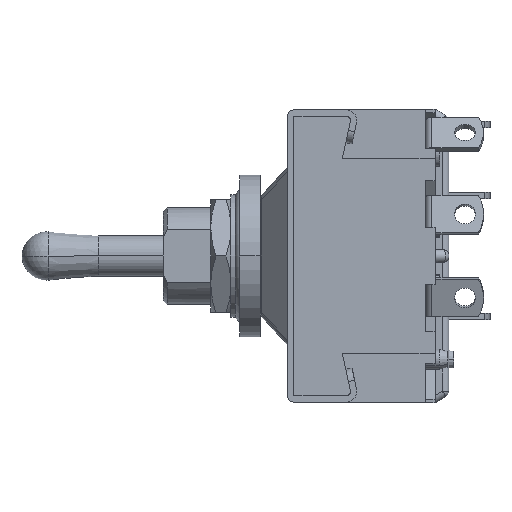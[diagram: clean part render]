
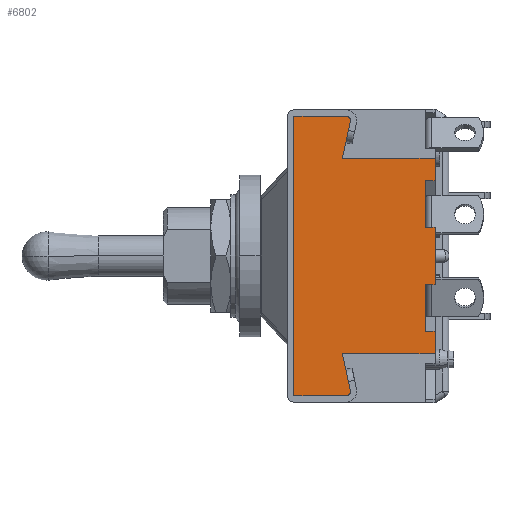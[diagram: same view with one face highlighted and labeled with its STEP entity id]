
A CAD part, left-side view. The second image highlights one B-rep face of the part: STEP entity #6802.
In plain terms, the highlighted planar face has unit normal (-1, 0, 0).
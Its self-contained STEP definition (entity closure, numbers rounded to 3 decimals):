
#11 = CARTESIAN_POINT ( 'NONE',  ( -16.5, -17.5, -3.568 ) ) ;
#39 = EDGE_CURVE ( 'NONE', #2231, #1897, #5358, .T. ) ;
#64 = CARTESIAN_POINT ( 'NONE',  ( -16.5, -6.989, 16.695 ) ) ;
#110 = EDGE_CURVE ( 'NONE', #7475, #8005, #8527, .T. ) ;
#219 = CARTESIAN_POINT ( 'NONE',  ( -16.5, 0., -17.3 ) ) ;
#322 = VECTOR ( 'NONE', #9439, 1000. ) ;
#355 = ORIENTED_EDGE ( 'NONE', *, *, #8868, .T. ) ;
#380 = EDGE_CURVE ( 'NONE', #1045, #6649, #5203, .T. ) ;
#391 = VERTEX_POINT ( 'NONE', #6909 ) ;
#435 = CARTESIAN_POINT ( 'NONE',  ( -16.5, -17.5, 12.1 ) ) ;
#477 = DIRECTION ( 'NONE',  ( 0., -1., 0. ) ) ;
#497 = EDGE_CURVE ( 'NONE', #709, #901, #6425, .T. ) ;
#528 = CARTESIAN_POINT ( 'NONE',  ( -16.5, -6.5, -16.8 ) ) ;
#545 = ORIENTED_EDGE ( 'NONE', *, *, #11927, .F. ) ;
#546 = VERTEX_POINT ( 'NONE', #435 ) ;
#567 = VERTEX_POINT ( 'NONE', #11887 ) ;
#587 = VECTOR ( 'NONE', #3347, 1000. ) ;
#709 = VERTEX_POINT ( 'NONE', #9359 ) ;
#771 = VECTOR ( 'NONE', #477, 1000. ) ;
#791 = CARTESIAN_POINT ( 'NONE',  ( -16.5, -17.5, 3.568 ) ) ;
#901 = VERTEX_POINT ( 'NONE', #11 ) ;
#935 = CARTESIAN_POINT ( 'NONE',  ( -16.5, -6.989, -16.695 ) ) ;
#1045 = VERTEX_POINT ( 'NONE', #4017 ) ;
#1310 = EDGE_CURVE ( 'NONE', #391, #11750, #4147, .T. ) ;
#1317 = DIRECTION ( 'NONE',  ( 0., -1., 0. ) ) ;
#1365 = VECTOR ( 'NONE', #1317, 1000. ) ;
#1413 = EDGE_CURVE ( 'NONE', #1897, #8005, #7603, .T. ) ;
#1428 = ORIENTED_EDGE ( 'NONE', *, *, #8865, .T. ) ;
#1569 = CARTESIAN_POINT ( 'NONE',  ( -16.5, -6.989, 16.695 ) ) ;
#1897 = VERTEX_POINT ( 'NONE', #5466 ) ;
#1977 = VECTOR ( 'NONE', #6957, 1000. ) ;
#2221 = CARTESIAN_POINT ( 'NONE',  ( -16.5, 0., 0. ) ) ;
#2231 = VERTEX_POINT ( 'NONE', #5089 ) ;
#2319 = CARTESIAN_POINT ( 'NONE',  ( -16.5, -6., 12.1 ) ) ;
#2385 = CARTESIAN_POINT ( 'NONE',  ( -16.5, -16.3, -9.325 ) ) ;
#2766 = LINE ( 'NONE', #2319, #3817 ) ;
#2810 = AXIS2_PLACEMENT_3D ( 'NONE', #528, #6155, #7128 ) ;
#2905 = EDGE_CURVE ( 'NONE', #6649, #11034, #4382, .T. ) ;
#2994 = CIRCLE ( 'NONE', #2810, 0.5 ) ;
#3022 = CARTESIAN_POINT ( 'NONE',  ( -16.5, -16.3, 3.568 ) ) ;
#3108 = ORIENTED_EDGE ( 'NONE', *, *, #497, .F. ) ;
#3114 = CARTESIAN_POINT ( 'NONE',  ( -16.5, -17.5, 0. ) ) ;
#3120 = DIRECTION ( 'NONE',  ( -1., 0., 0. ) ) ;
#3286 = DIRECTION ( 'NONE',  ( 0., 0., 1. ) ) ;
#3292 = VECTOR ( 'NONE', #3286, 1000. ) ;
#3294 = DIRECTION ( 'NONE',  ( 0., 0., -1. ) ) ;
#3347 = DIRECTION ( 'NONE',  ( 0., -1., 0. ) ) ;
#3595 = LINE ( 'NONE', #1569, #8550 ) ;
#3607 = CARTESIAN_POINT ( 'NONE',  ( -16.5, -16.3, 3.568 ) ) ;
#3817 = VECTOR ( 'NONE', #10896, 1000. ) ;
#3905 = VECTOR ( 'NONE', #9150, 1000. ) ;
#3922 = ORIENTED_EDGE ( 'NONE', *, *, #4007, .T. ) ;
#3954 = FACE_OUTER_BOUND ( 'NONE', #7211, .T. ) ;
#4007 = EDGE_CURVE ( 'NONE', #4603, #6385, #7187, .T. ) ;
#4017 = CARTESIAN_POINT ( 'NONE',  ( -16.5, 0., 17.3 ) ) ;
#4147 = LINE ( 'NONE', #7163, #12354 ) ;
#4171 = CARTESIAN_POINT ( 'NONE',  ( -16.5, 0., -17.3 ) ) ;
#4382 = CIRCLE ( 'NONE', #9547, 0.5 ) ;
#4567 = EDGE_CURVE ( 'NONE', #4603, #1045, #4769, .T. ) ;
#4575 = ORIENTED_EDGE ( 'NONE', *, *, #39, .T. ) ;
#4603 = VERTEX_POINT ( 'NONE', #219 ) ;
#4739 = VECTOR ( 'NONE', #7445, 1000. ) ;
#4769 = LINE ( 'NONE', #2221, #11227 ) ;
#5089 = CARTESIAN_POINT ( 'NONE',  ( -16.5, -6.989, -16.695 ) ) ;
#5203 = LINE ( 'NONE', #8903, #1365 ) ;
#5232 = DIRECTION ( 'NONE',  ( 0., 0., -1. ) ) ;
#5308 = ORIENTED_EDGE ( 'NONE', *, *, #7981, .F. ) ;
#5358 = LINE ( 'NONE', #935, #7483 ) ;
#5466 = CARTESIAN_POINT ( 'NONE',  ( -16.5, -6., -12.1 ) ) ;
#5953 = DIRECTION ( 'NONE',  ( 0., 0., 1. ) ) ;
#6131 = CARTESIAN_POINT ( 'NONE',  ( -16.5, -17.5, -9.325 ) ) ;
#6132 = CARTESIAN_POINT ( 'NONE',  ( -16.5, -17.5, 0. ) ) ;
#6155 = DIRECTION ( 'NONE',  ( -1., 0., 0. ) ) ;
#6385 = VERTEX_POINT ( 'NONE', #11244 ) ;
#6425 = LINE ( 'NONE', #8872, #10921 ) ;
#6596 = LINE ( 'NONE', #3114, #1977 ) ;
#6649 = VERTEX_POINT ( 'NONE', #11545 ) ;
#6791 = PLANE ( 'NONE',  #10215 ) ;
#6802 = ADVANCED_FACE ( 'NONE', ( #3954 ), #6791, .T. ) ;
#6868 = EDGE_CURVE ( 'NONE', #567, #546, #2766, .T. ) ;
#6883 = CARTESIAN_POINT ( 'NONE',  ( -16.5, -16.3, -9.325 ) ) ;
#6909 = CARTESIAN_POINT ( 'NONE',  ( -16.5, -16.3, 9.325 ) ) ;
#6957 = DIRECTION ( 'NONE',  ( 0., 0., -1. ) ) ;
#7002 = CARTESIAN_POINT ( 'NONE',  ( -16.5, -17.5, -12.1 ) ) ;
#7128 = DIRECTION ( 'NONE',  ( 0., 0., -1. ) ) ;
#7163 = CARTESIAN_POINT ( 'NONE',  ( -16.5, -16.3, 9.325 ) ) ;
#7184 = LINE ( 'NONE', #8052, #3292 ) ;
#7187 = LINE ( 'NONE', #4171, #771 ) ;
#7211 = EDGE_LOOP ( 'NONE', ( #11662, #9526, #9344, #3108, #5308, #9543, #1428, #12180, #545, #12247, #7676, #11529, #10853, #11648, #3922, #355, #4575, #10842, #11179 ) ) ;
#7335 = DIRECTION ( 'NONE',  ( 0., 0.21, -0.978 ) ) ;
#7445 = DIRECTION ( 'NONE',  ( 0., -1., 0. ) ) ;
#7475 = VERTEX_POINT ( 'NONE', #6131 ) ;
#7483 = VECTOR ( 'NONE', #7606, 1000. ) ;
#7603 = LINE ( 'NONE', #9255, #4739 ) ;
#7606 = DIRECTION ( 'NONE',  ( 0., 0.21, 0.978 ) ) ;
#7676 = ORIENTED_EDGE ( 'NONE', *, *, #8235, .F. ) ;
#7691 = EDGE_CURVE ( 'NONE', #11128, #7475, #12162, .T. ) ;
#7711 = LINE ( 'NONE', #2385, #10547 ) ;
#7853 = DIRECTION ( 'NONE',  ( 0., 0., 1. ) ) ;
#7981 = EDGE_CURVE ( 'NONE', #10977, #709, #6596, .T. ) ;
#8005 = VERTEX_POINT ( 'NONE', #7002 ) ;
#8052 = CARTESIAN_POINT ( 'NONE',  ( -16.5, -16.3, 9.325 ) ) ;
#8235 = EDGE_CURVE ( 'NONE', #11034, #567, #3595, .T. ) ;
#8425 = CARTESIAN_POINT ( 'NONE',  ( -16.5, -17.5, 0. ) ) ;
#8473 = LINE ( 'NONE', #6132, #10861 ) ;
#8527 = LINE ( 'NONE', #8425, #322 ) ;
#8539 = CARTESIAN_POINT ( 'NONE',  ( -16.5, -16.3, -3.568 ) ) ;
#8550 = VECTOR ( 'NONE', #7335, 1000. ) ;
#8653 = LINE ( 'NONE', #3022, #11199 ) ;
#8693 = DIRECTION ( 'NONE',  ( 1., 0., 0. ) ) ;
#8809 = DIRECTION ( 'NONE',  ( 0., -1., 0. ) ) ;
#8865 = EDGE_CURVE ( 'NONE', #12243, #391, #7184, .T. ) ;
#8868 = EDGE_CURVE ( 'NONE', #6385, #2231, #2994, .T. ) ;
#8872 = CARTESIAN_POINT ( 'NONE',  ( -16.5, -17.5, 0. ) ) ;
#8903 = CARTESIAN_POINT ( 'NONE',  ( -16.5, 0., 17.3 ) ) ;
#9025 = CARTESIAN_POINT ( 'NONE',  ( -16.5, -16.3, -3.568 ) ) ;
#9150 = DIRECTION ( 'NONE',  ( 0., -1., 0. ) ) ;
#9255 = CARTESIAN_POINT ( 'NONE',  ( -16.5, -6., -12.1 ) ) ;
#9344 = ORIENTED_EDGE ( 'NONE', *, *, #10697, .T. ) ;
#9359 = CARTESIAN_POINT ( 'NONE',  ( -16.5, -17.5, 0. ) ) ;
#9439 = DIRECTION ( 'NONE',  ( 0., 0., -1. ) ) ;
#9523 = DIRECTION ( 'NONE',  ( 0., 0., 1. ) ) ;
#9526 = ORIENTED_EDGE ( 'NONE', *, *, #11873, .F. ) ;
#9543 = ORIENTED_EDGE ( 'NONE', *, *, #11100, .F. ) ;
#9547 = AXIS2_PLACEMENT_3D ( 'NONE', #11447, #8693, #9523 ) ;
#9767 = CARTESIAN_POINT ( 'NONE',  ( -16.5, -6.5, 16.8 ) ) ;
#9832 = DIRECTION ( 'NONE',  ( 0., 0., -1. ) ) ;
#9842 = VERTEX_POINT ( 'NONE', #8539 ) ;
#10215 = AXIS2_PLACEMENT_3D ( 'NONE', #9767, #3120, #5953 ) ;
#10547 = VECTOR ( 'NONE', #3294, 1000. ) ;
#10697 = EDGE_CURVE ( 'NONE', #9842, #901, #11807, .T. ) ;
#10738 = CARTESIAN_POINT ( 'NONE',  ( -16.5, -17.5, 9.325 ) ) ;
#10842 = ORIENTED_EDGE ( 'NONE', *, *, #1413, .T. ) ;
#10853 = ORIENTED_EDGE ( 'NONE', *, *, #380, .F. ) ;
#10861 = VECTOR ( 'NONE', #5232, 1000. ) ;
#10896 = DIRECTION ( 'NONE',  ( 0., -1., 0. ) ) ;
#10921 = VECTOR ( 'NONE', #9832, 1000. ) ;
#10977 = VERTEX_POINT ( 'NONE', #791 ) ;
#11034 = VERTEX_POINT ( 'NONE', #64 ) ;
#11059 = DIRECTION ( 'NONE',  ( 0., -1., 0. ) ) ;
#11100 = EDGE_CURVE ( 'NONE', #12243, #10977, #8653, .T. ) ;
#11128 = VERTEX_POINT ( 'NONE', #6883 ) ;
#11145 = CARTESIAN_POINT ( 'NONE',  ( -16.5, -16.3, -9.325 ) ) ;
#11179 = ORIENTED_EDGE ( 'NONE', *, *, #110, .F. ) ;
#11199 = VECTOR ( 'NONE', #8809, 1000. ) ;
#11227 = VECTOR ( 'NONE', #7853, 1000. ) ;
#11244 = CARTESIAN_POINT ( 'NONE',  ( -16.5, -6.5, -17.3 ) ) ;
#11447 = CARTESIAN_POINT ( 'NONE',  ( -16.5, -6.5, 16.8 ) ) ;
#11529 = ORIENTED_EDGE ( 'NONE', *, *, #2905, .F. ) ;
#11545 = CARTESIAN_POINT ( 'NONE',  ( -16.5, -6.5, 17.3 ) ) ;
#11648 = ORIENTED_EDGE ( 'NONE', *, *, #4567, .F. ) ;
#11662 = ORIENTED_EDGE ( 'NONE', *, *, #7691, .F. ) ;
#11750 = VERTEX_POINT ( 'NONE', #10738 ) ;
#11807 = LINE ( 'NONE', #9025, #587 ) ;
#11873 = EDGE_CURVE ( 'NONE', #9842, #11128, #7711, .T. ) ;
#11887 = CARTESIAN_POINT ( 'NONE',  ( -16.5, -6., 12.1 ) ) ;
#11927 = EDGE_CURVE ( 'NONE', #546, #11750, #8473, .T. ) ;
#12162 = LINE ( 'NONE', #11145, #3905 ) ;
#12180 = ORIENTED_EDGE ( 'NONE', *, *, #1310, .T. ) ;
#12243 = VERTEX_POINT ( 'NONE', #3607 ) ;
#12247 = ORIENTED_EDGE ( 'NONE', *, *, #6868, .F. ) ;
#12354 = VECTOR ( 'NONE', #11059, 1000. ) ;
